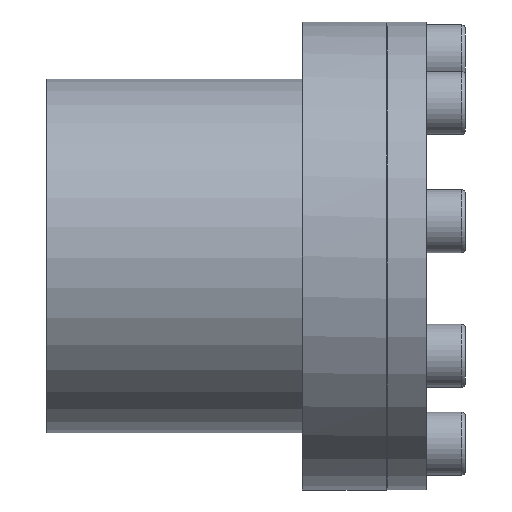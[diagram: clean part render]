
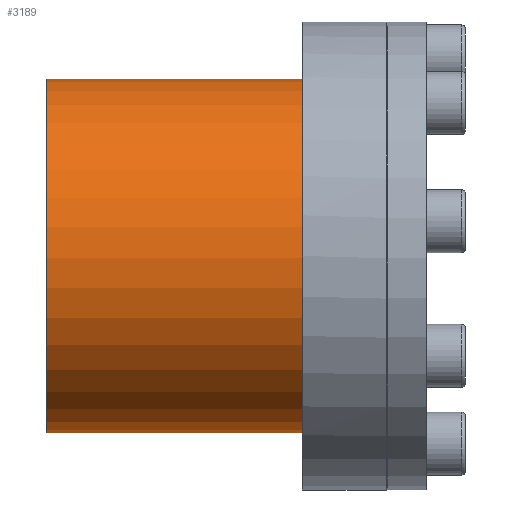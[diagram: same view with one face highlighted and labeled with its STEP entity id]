
A CAD part, left-side view. The second image highlights one B-rep face of the part: STEP entity #3189.
In plain terms, the highlighted cylindrical face has radius 45 mm (diameter 90 mm), a partial arc.
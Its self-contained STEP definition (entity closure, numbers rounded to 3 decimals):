
#361=CYLINDRICAL_SURFACE('',#3474,45.);
#542=VECTOR('',#3933,1.);
#557=VECTOR('',#3958,1.);
#672=LINE('',#4876,#542);
#687=LINE('',#4921,#557);
#807=VERTEX_POINT('',#4843);
#809=VERTEX_POINT('',#4847);
#816=VERTEX_POINT('',#4877);
#831=VERTEX_POINT('',#4920);
#1065=CIRCLE('',#3438,45.);
#1082=CIRCLE('',#3471,45.);
#1258=EDGE_CURVE('',#809,#807,#1065,.T.);
#1268=EDGE_CURVE('',#807,#816,#672,.F.);
#1287=EDGE_CURVE('',#831,#809,#687,.T.);
#1301=EDGE_CURVE('',#831,#816,#1082,.T.);
#1715=ORIENTED_EDGE('',*,*,#1268,.F.);
#1716=ORIENTED_EDGE('',*,*,#1258,.F.);
#1717=ORIENTED_EDGE('',*,*,#1287,.F.);
#1718=ORIENTED_EDGE('',*,*,#1301,.T.);
#2424=EDGE_LOOP('',(#1715,#1716,#1717,#1718));
#2815=FACE_BOUND('',#2424,.T.);
#3189=ADVANCED_FACE('',(#2815),#361,.T.);
#3438=AXIS2_PLACEMENT_3D('',#4848,#3917,#3918);
#3471=AXIS2_PLACEMENT_3D('',#4954,#3997,#3998);
#3474=AXIS2_PLACEMENT_3D('',#4958,#4002,#4003);
#3917=DIRECTION('',(0.,-1.,0.));
#3918=DIRECTION('',(0.,0.,-45.));
#3933=DIRECTION('',(0.,-1.,0.));
#3958=DIRECTION('',(0.,-1.,0.));
#3997=DIRECTION('',(0.,-1.,0.));
#3998=DIRECTION('',(0.,0.,-45.));
#4002=DIRECTION('',(0.,1.,0.));
#4003=DIRECTION('',(0.,0.,-45.));
#4843=CARTESIAN_POINT('',(16.593,31.5,41.829));
#4847=CARTESIAN_POINT('',(14.176,31.5,42.709));
#4848=CARTESIAN_POINT('',(0.,31.5,0.));
#4876=CARTESIAN_POINT('',(16.593,-60.,41.829));
#4877=CARTESIAN_POINT('',(16.593,96.5,41.829));
#4920=CARTESIAN_POINT('',(14.176,96.5,42.709));
#4921=CARTESIAN_POINT('',(14.176,-60.,42.709));
#4954=CARTESIAN_POINT('',(0.,96.5,0.));
#4958=CARTESIAN_POINT('',(0.,-60.,0.));
